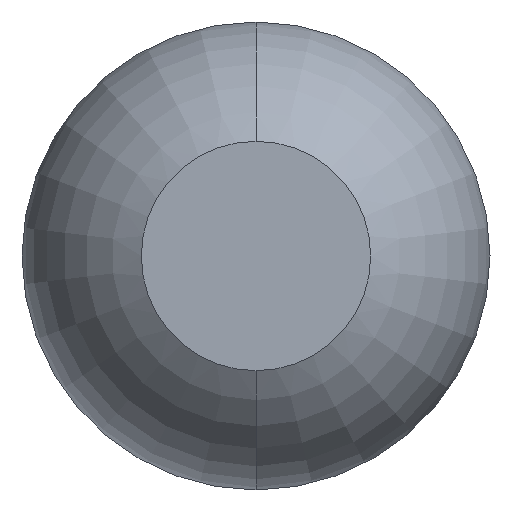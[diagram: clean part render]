
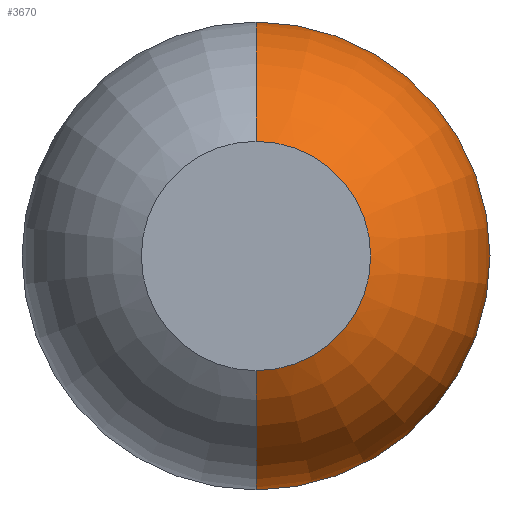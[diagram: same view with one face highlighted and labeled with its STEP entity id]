
A CAD part, front view. The second image highlights one B-rep face of the part: STEP entity #3670.
In plain terms, the highlighted toroidal (fillet/blend) face has major radius 0.01 mm and minor radius 0.5 mm.
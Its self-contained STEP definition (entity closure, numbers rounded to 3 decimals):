
#13 = CIRCLE ( 'NONE', #2812, 0.51 ) ;
#29 = CARTESIAN_POINT ( 'NONE',  ( 0., -27.4, 0. ) ) ;
#117 = CIRCLE ( 'NONE', #1086, 0.25 ) ;
#165 = DIRECTION ( 'NONE',  ( 0., 1., 0. ) ) ;
#186 = EDGE_CURVE ( 'Defeature ausgef�hrt1_18+Defeature ausgef�hrt1_5+Defeature ausgef�hrt1_5+Defeature ausgef�hrt1_5', #2045, #2791, #117, .T. ) ;
#233 = CARTESIAN_POINT ( 'NONE',  ( 0., -26.961, 0.01 ) ) ;
#275 = DIRECTION ( 'NONE',  ( -1., 0., 0. ) ) ;
#307 = FACE_OUTER_BOUND ( 'NONE', #957, .T. ) ;
#477 = DIRECTION ( 'NONE',  ( 0., 0., 1. ) ) ;
#758 = CIRCLE ( 'NONE', #3345, 0.5 ) ;
#831 = EDGE_CURVE ( 'NONE', #2045, #3487, #3395, .T. ) ;
#874 = DIRECTION ( 'NONE',  ( 0., 0., 1. ) ) ;
#914 = DIRECTION ( 'NONE',  ( 0., 1., 0. ) ) ;
#957 = EDGE_LOOP ( 'NONE', ( #2976, #2089, #2571, #1118 ) ) ;
#1086 = AXIS2_PLACEMENT_3D ( 'NONE', #29, #2317, #3532 ) ;
#1118 = ORIENTED_EDGE ( 'NONE', *, *, #2098, .F. ) ;
#1406 = CARTESIAN_POINT ( 'NONE',  ( 0., -27.4, -0.25 ) ) ;
#1578 = CARTESIAN_POINT ( 'NONE',  ( 0., -26.961, 0.51 ) ) ;
#1627 = EDGE_CURVE ( 'Defeature ausgef�hrt1_6+Defeature ausgef�hrt1_5+Defeature ausgef�hrt1_5+Defeature ausgef�hrt1_5', #3369, #3487, #13, .T. ) ;
#1751 = CARTESIAN_POINT ( 'NONE',  ( 0., -26.961, -0.51 ) ) ;
#1803 = CARTESIAN_POINT ( 'NONE',  ( 0., -26.961, 0. ) ) ;
#1920 = CARTESIAN_POINT ( 'NONE',  ( 0., -26.961, -0.01 ) ) ;
#1940 = AXIS2_PLACEMENT_3D ( 'NONE', #1803, #914, #2903 ) ;
#2045 = VERTEX_POINT ( 'NONE', #1406 ) ;
#2089 = ORIENTED_EDGE ( 'NONE', *, *, #831, .T. ) ;
#2098 = EDGE_CURVE ( 'NONE', #2791, #3369, #758, .T. ) ;
#2185 = DIRECTION ( 'NONE',  ( 1., 0., 0. ) ) ;
#2317 = DIRECTION ( 'NONE',  ( 0., -1., 0. ) ) ;
#2479 = CARTESIAN_POINT ( 'NONE',  ( 0., -26.961, 0. ) ) ;
#2571 = ORIENTED_EDGE ( 'NONE', *, *, #1627, .F. ) ;
#2791 = VERTEX_POINT ( 'NONE', #3505 ) ;
#2812 = AXIS2_PLACEMENT_3D ( 'NONE', #2479, #165, #477 ) ;
#2903 = DIRECTION ( 'NONE',  ( 0., 0., 1. ) ) ;
#2976 = ORIENTED_EDGE ( 'NONE', *, *, #186, .F. ) ;
#3124 = TOROIDAL_SURFACE ( 'NONE', #1940, 0.01, 0.5 ) ;
#3238 = AXIS2_PLACEMENT_3D ( 'NONE', #1920, #2185, #3333 ) ;
#3333 = DIRECTION ( 'NONE',  ( 0., 0., -1. ) ) ;
#3345 = AXIS2_PLACEMENT_3D ( 'NONE', #233, #275, #874 ) ;
#3369 = VERTEX_POINT ( 'NONE', #1578 ) ;
#3395 = CIRCLE ( 'NONE', #3238, 0.5 ) ;
#3487 = VERTEX_POINT ( 'NONE', #1751 ) ;
#3505 = CARTESIAN_POINT ( 'NONE',  ( 0., -27.4, 0.25 ) ) ;
#3532 = DIRECTION ( 'NONE',  ( 0., 0., -1. ) ) ;
#3670 = ADVANCED_FACE ( 'Defeature ausgef�hrt1_5', ( #307 ), #3124, .T. ) ;
